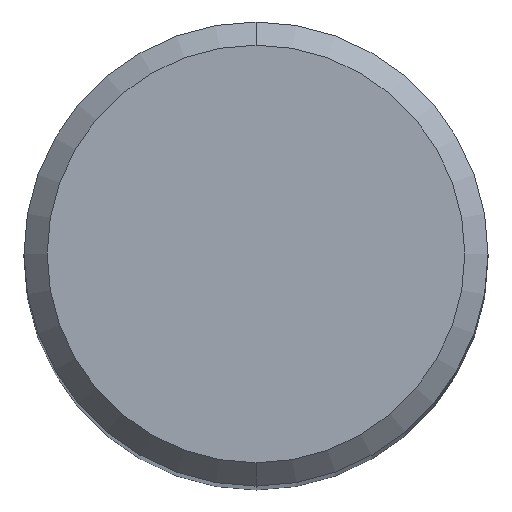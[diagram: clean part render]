
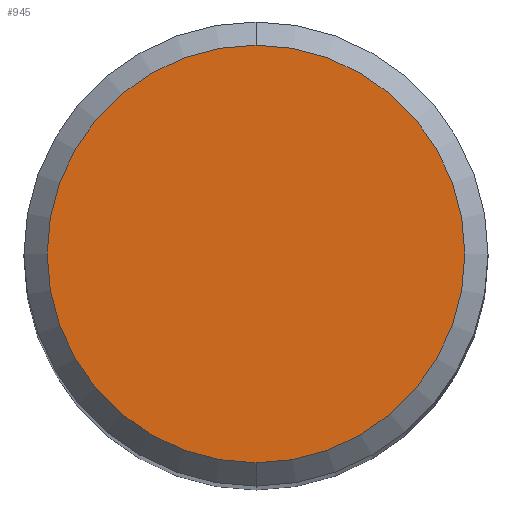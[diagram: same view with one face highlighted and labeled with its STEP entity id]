
A CAD part, top view. The second image highlights one B-rep face of the part: STEP entity #945.
In plain terms, the highlighted planar face has unit normal (0, 0, 1).
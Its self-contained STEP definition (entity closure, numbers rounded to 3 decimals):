
#419=VERTEX_POINT('',#1086);
#627=EDGE_CURVE('',#881,#419,#1315,.T.);
#881=VERTEX_POINT('',#1590);
#945=ADVANCED_FACE('',(#1660),#1661,.T.);
#957=EDGE_CURVE('',#419,#881,#1673,.T.);
#1086=CARTESIAN_POINT('',(0.,-4.5,0.0));
#1315=CIRCLE('',#4591,4.5);
#1590=CARTESIAN_POINT('',(0.0,4.5,0.0));
#1660=FACE_OUTER_BOUND('',#9744,.T.);
#1661=PLANE('',#9745);
#1673=CIRCLE('',#9778,4.5);
#4591=AXIS2_PLACEMENT_3D('',#10436,#10437,#10438);
#9744=EDGE_LOOP('',(#10769,#10770));
#9745=AXIS2_PLACEMENT_3D('',#10771,#10772,#10773);
#9778=AXIS2_PLACEMENT_3D('',#10775,#10776,#10777);
#10436=CARTESIAN_POINT('',(0.0,0.0,0.0));
#10437=DIRECTION('',(0.0,0.0,-1.0));
#10438=DIRECTION('',(0.0,1.0,0.0));
#10769=ORIENTED_EDGE('',*,*,#627,.F.);
#10770=ORIENTED_EDGE('',*,*,#957,.F.);
#10771=CARTESIAN_POINT('',(0.0,2.25,0.0));
#10772=DIRECTION('',(-0.0,0.0,1.0));
#10773=DIRECTION('',(0.0,-1.0,0.0));
#10775=CARTESIAN_POINT('',(0.0,0.0,0.0));
#10776=DIRECTION('',(0.0,0.0,-1.0));
#10777=DIRECTION('',(0.0,1.0,0.0));
